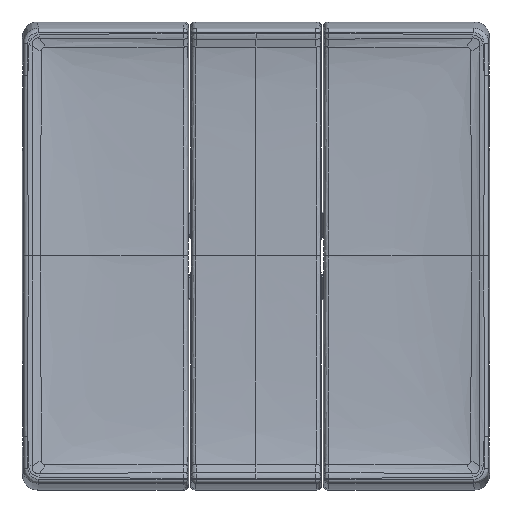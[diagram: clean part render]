
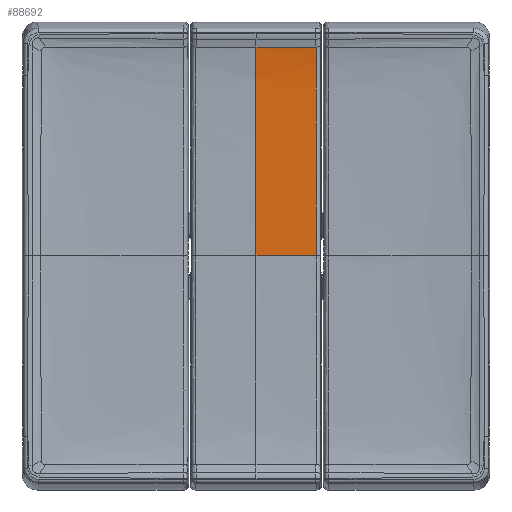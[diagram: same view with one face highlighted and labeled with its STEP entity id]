
A CAD part, top view. The second image highlights one B-rep face of the part: STEP entity #88692.
In plain terms, the highlighted free-form (B-spline) face has degree [5, 8] with [6, 9] control points.
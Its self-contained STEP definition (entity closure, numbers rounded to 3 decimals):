
#86041=CARTESIAN_POINT('Vertex',(6.847,23.834,12.391)) ;
#86202=CARTESIAN_POINT('Vertex',(6.857,0.,11.768)) ;
#86243=CARTESIAN_POINT('Control Point',(6.857,0.,11.768)) ;
#86244=CARTESIAN_POINT('Control Point',(6.857,0.399,11.768)) ;
#86245=CARTESIAN_POINT('Control Point',(6.857,0.779,11.768)) ;
#86246=CARTESIAN_POINT('Control Point',(6.857,1.144,11.768)) ;
#86247=CARTESIAN_POINT('Control Point',(6.857,1.882,11.768)) ;
#86248=CARTESIAN_POINT('Control Point',(6.857,2.576,11.768)) ;
#86249=CARTESIAN_POINT('Control Point',(6.857,2.934,11.768)) ;
#86250=CARTESIAN_POINT('Control Point',(6.857,3.638,11.769)) ;
#86251=CARTESIAN_POINT('Control Point',(6.857,4.346,11.769)) ;
#86252=CARTESIAN_POINT('Control Point',(6.857,4.702,11.77)) ;
#86253=CARTESIAN_POINT('Control Point',(6.857,5.698,11.771)) ;
#86254=CARTESIAN_POINT('Control Point',(6.857,6.755,11.773)) ;
#86255=CARTESIAN_POINT('Control Point',(6.857,7.457,11.775)) ;
#86256=CARTESIAN_POINT('Control Point',(6.857,8.721,11.779)) ;
#86257=CARTESIAN_POINT('Control Point',(6.857,10.07,11.785)) ;
#86258=CARTESIAN_POINT('Control Point',(6.857,10.658,11.788)) ;
#86259=CARTESIAN_POINT('Control Point',(6.857,11.892,11.797)) ;
#86260=CARTESIAN_POINT('Control Point',(6.857,13.198,11.81)) ;
#86261=CARTESIAN_POINT('Control Point',(6.857,13.879,11.818)) ;
#86262=CARTESIAN_POINT('Control Point',(6.856,14.996,11.835)) ;
#86263=CARTESIAN_POINT('Control Point',(6.856,16.119,11.858)) ;
#86264=CARTESIAN_POINT('Control Point',(6.856,16.544,11.868)) ;
#86265=CARTESIAN_POINT('Control Point',(6.855,17.813,11.901)) ;
#86266=CARTESIAN_POINT('Control Point',(6.855,19.051,11.946)) ;
#86267=CARTESIAN_POINT('Control Point',(6.854,19.853,11.982)) ;
#86268=CARTESIAN_POINT('Control Point',(6.853,21.209,12.062)) ;
#86269=CARTESIAN_POINT('Control Point',(6.851,22.421,12.176)) ;
#86270=CARTESIAN_POINT('Control Point',(6.85,22.913,12.234)) ;
#86271=CARTESIAN_POINT('Control Point',(6.849,23.379,12.303)) ;
#86272=CARTESIAN_POINT('Control Point',(6.847,23.793,12.383)) ;
#86273=CARTESIAN_POINT('Control Point',(6.847,23.807,12.386)) ;
#86274=CARTESIAN_POINT('Control Point',(6.847,23.82,12.389)) ;
#86275=CARTESIAN_POINT('Control Point',(6.847,23.834,12.391)) ;
#88543=CARTESIAN_POINT('Vertex',(0.,23.834,12.388)) ;
#88547=CARTESIAN_POINT('Control Point',(0.,23.834,12.388)) ;
#88548=CARTESIAN_POINT('Control Point',(1.385,23.834,12.388)) ;
#88549=CARTESIAN_POINT('Control Point',(2.772,23.834,12.389)) ;
#88550=CARTESIAN_POINT('Control Point',(4.146,23.834,12.389)) ;
#88551=CARTESIAN_POINT('Control Point',(5.504,23.834,12.39)) ;
#88552=CARTESIAN_POINT('Control Point',(6.847,23.834,12.391)) ;
#88614=CARTESIAN_POINT('Control Point',(0.,0.,11.763)) ;
#88615=CARTESIAN_POINT('Control Point',(0.,0.,11.763)) ;
#88616=CARTESIAN_POINT('Control Point',(0.,0.,11.763)) ;
#88617=CARTESIAN_POINT('Control Point',(0.,0.,11.763)) ;
#88618=CARTESIAN_POINT('Control Point',(0.,0.,11.763)) ;
#88619=CARTESIAN_POINT('Control Point',(0.,0.,11.763)) ;
#88620=CARTESIAN_POINT('Control Point',(0.,0.,11.763)) ;
#88621=CARTESIAN_POINT('Control Point',(0.,0.,11.763)) ;
#88622=CARTESIAN_POINT('Control Point',(0.,0.,11.763)) ;
#88623=CARTESIAN_POINT('Control Point',(6.19,0.,11.763)) ;
#88624=CARTESIAN_POINT('Control Point',(6.19,1.215,11.763)) ;
#88625=CARTESIAN_POINT('Control Point',(5.918,2.431,11.763)) ;
#88626=CARTESIAN_POINT('Control Point',(5.371,3.575,11.763)) ;
#88627=CARTESIAN_POINT('Control Point',(4.575,4.575,11.763)) ;
#88628=CARTESIAN_POINT('Control Point',(3.575,5.371,11.763)) ;
#88629=CARTESIAN_POINT('Control Point',(2.431,5.918,11.763)) ;
#88630=CARTESIAN_POINT('Control Point',(1.215,6.19,11.763)) ;
#88631=CARTESIAN_POINT('Control Point',(0.,6.19,11.763)) ;
#88632=CARTESIAN_POINT('Control Point',(12.88,0.,11.767)) ;
#88633=CARTESIAN_POINT('Control Point',(12.88,3.844,11.767)) ;
#88634=CARTESIAN_POINT('Control Point',(12.668,6.452,11.767)) ;
#88635=CARTESIAN_POINT('Control Point',(12.255,8.678,11.767)) ;
#88636=CARTESIAN_POINT('Control Point',(10.77,10.821,11.767)) ;
#88637=CARTESIAN_POINT('Control Point',(8.638,12.221,11.767)) ;
#88638=CARTESIAN_POINT('Control Point',(6.368,12.692,11.767)) ;
#88639=CARTESIAN_POINT('Control Point',(4.766,12.88,11.767)) ;
#88640=CARTESIAN_POINT('Control Point',(0.,12.88,11.767)) ;
#88641=CARTESIAN_POINT('Control Point',(20.071,0.,11.777)) ;
#88642=CARTESIAN_POINT('Control Point',(20.071,9.919,11.777)) ;
#88643=CARTESIAN_POINT('Control Point',(19.991,14.04,11.777)) ;
#88644=CARTESIAN_POINT('Control Point',(19.732,16.288,11.777)) ;
#88645=CARTESIAN_POINT('Control Point',(18.486,18.357,11.777)) ;
#88646=CARTESIAN_POINT('Control Point',(16.312,19.596,11.777)) ;
#88647=CARTESIAN_POINT('Control Point',(14.321,19.963,11.777)) ;
#88648=CARTESIAN_POINT('Control Point',(11.895,20.071,11.777)) ;
#88649=CARTESIAN_POINT('Control Point',(0.,20.071,11.777)) ;
#88650=CARTESIAN_POINT('Control Point',(24.368,0.,12.109)) ;
#88651=CARTESIAN_POINT('Control Point',(24.368,16.988,12.109)) ;
#88652=CARTESIAN_POINT('Control Point',(24.179,19.956,12.109)) ;
#88653=CARTESIAN_POINT('Control Point',(23.74,21.342,12.109)) ;
#88654=CARTESIAN_POINT('Control Point',(23.07,22.338,12.109)) ;
#88655=CARTESIAN_POINT('Control Point',(21.638,23.052,12.109)) ;
#88656=CARTESIAN_POINT('Control Point',(19.947,23.445,12.135)) ;
#88657=CARTESIAN_POINT('Control Point',(17.797,23.644,12.052)) ;
#88658=CARTESIAN_POINT('Control Point',(0.,23.644,12.052)) ;
#88659=CARTESIAN_POINT('Control Point',(25.77,0.,12.763)) ;
#88660=CARTESIAN_POINT('Control Point',(25.77,23.97,12.763)) ;
#88661=CARTESIAN_POINT('Control Point',(25.77,24.311,12.763)) ;
#88662=CARTESIAN_POINT('Control Point',(25.77,24.747,12.763)) ;
#88663=CARTESIAN_POINT('Control Point',(25.77,25.042,12.763)) ;
#88664=CARTESIAN_POINT('Control Point',(25.37,25.042,12.763)) ;
#88665=CARTESIAN_POINT('Control Point',(24.977,25.042,12.763)) ;
#88666=CARTESIAN_POINT('Control Point',(24.75,25.042,12.763)) ;
#88667=CARTESIAN_POINT('Control Point',(0.,25.042,12.763)) ;
#88669=CARTESIAN_POINT('Control Point',(0.,0.,11.763)) ;
#88670=CARTESIAN_POINT('Control Point',(0.,5.429,11.763)) ;
#88671=CARTESIAN_POINT('Control Point',(0.,11.243,11.766)) ;
#88672=CARTESIAN_POINT('Control Point',(0.,17.443,11.774)) ;
#88673=CARTESIAN_POINT('Control Point',(0.,21.59,11.939)) ;
#88674=CARTESIAN_POINT('Control Point',(0.,23.834,12.388)) ;
#88675=CARTESIAN_POINT('Vertex',(0.,0.,11.763)) ;
#88679=CARTESIAN_POINT('Control Point',(0.,0.,11.763)) ;
#88680=CARTESIAN_POINT('Control Point',(1.332,0.,11.763)) ;
#88681=CARTESIAN_POINT('Control Point',(2.687,0.,11.763)) ;
#88682=CARTESIAN_POINT('Control Point',(4.065,0.,11.763)) ;
#88683=CARTESIAN_POINT('Control Point',(5.459,0.,11.765)) ;
#88684=CARTESIAN_POINT('Control Point',(6.857,0.,11.768)) ;
#88687=ORIENTED_EDGE('',*,*,#88553,.F.) ;
#88688=ORIENTED_EDGE('',*,*,#88677,.F.) ;
#88689=ORIENTED_EDGE('',*,*,#88685,.T.) ;
#88690=ORIENTED_EDGE('',*,*,#86276,.T.) ;
#88692=ADVANCED_FACE('PartBody',(#88691),#88613,.T.) ;
#86242=B_SPLINE_CURVE_WITH_KNOTS('',5,(#86243,#86244,#86245,#86246,#86247,#86248,#86249,#86250,#86251,#86252,#86253,#86254,#86255,#86256,#86257,#86258,#86259,#86260,#86261,#86262,#86263,#86264,#86265,#86266,#86267,#86268,#86269,#86270,#86271,#86272,#86273,#86274,#86275),.UNSPECIFIED.,.F.,.U.,(6,3,3,3,3,3,3,3,3,3,6),(48.351,51.676,55.373,59.012,65.377,70.037,74.885,77.849,83.775,88.297,88.451),.UNSPECIFIED.) ;
#88546=B_SPLINE_CURVE_WITH_KNOTS('',5,(#88547,#88548,#88549,#88550,#88551,#88552),.UNSPECIFIED.,.F.,.U.,(6,6),(0.,6.568),.UNSPECIFIED.) ;
#88668=B_SPLINE_CURVE_WITH_KNOTS('',5,(#88669,#88670,#88671,#88672,#88673,#88674),.UNSPECIFIED.,.F.,.U.,(6,6),(0.,22.621),.UNSPECIFIED.) ;
#88678=B_SPLINE_CURVE_WITH_KNOTS('',5,(#88679,#88680,#88681,#88682,#88683,#88684),.UNSPECIFIED.,.F.,.U.,(6,6),(0.,5.549),.UNSPECIFIED.) ;
#88613=B_SPLINE_SURFACE_WITH_KNOTS('',5,8,((#88614,#88615,#88616,#88617,#88618,#88619,#88620,#88621,#88622),(#88623,#88624,#88625,#88626,#88627,#88628,#88629,#88630,#88631),(#88632,#88633,#88634,#88635,#88636,#88637,#88638,#88639,#88640),(#88641,#88642,#88643,#88644,#88645,#88646,#88647,#88648,#88649),(#88650,#88651,#88652,#88653,#88654,#88655,#88656,#88657,#88658),(#88659,#88660,#88661,#88662,#88663,#88664,#88665,#88666,#88667)),.UNSPECIFIED.,.F.,.F.,.U.,(6,6),(9,9),(0.,25.79),(0.,22.59),.UNSPECIFIED.) ;
#86276=EDGE_CURVE('',#86203,#86042,#86242,.T.) ;
#88553=EDGE_CURVE('',#88544,#86042,#88546,.T.) ;
#88677=EDGE_CURVE('',#88676,#88544,#88668,.T.) ;
#88685=EDGE_CURVE('',#88676,#86203,#88678,.T.) ;
#88686=EDGE_LOOP('',(#88687,#88688,#88689,#88690)) ;
#88691=FACE_OUTER_BOUND('',#88686,.T.) ;
#86042=VERTEX_POINT('',#86041) ;
#86203=VERTEX_POINT('',#86202) ;
#88544=VERTEX_POINT('',#88543) ;
#88676=VERTEX_POINT('',#88675) ;
